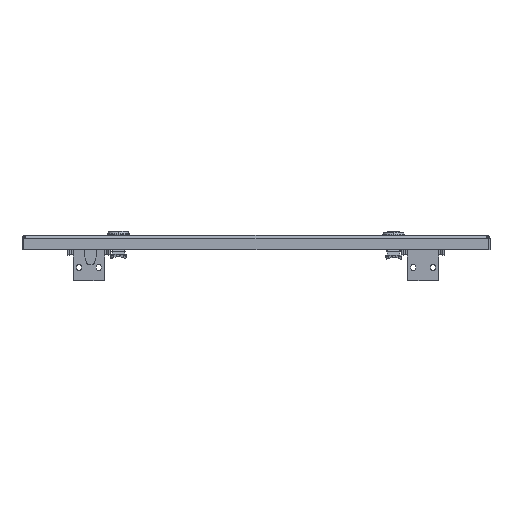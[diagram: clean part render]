
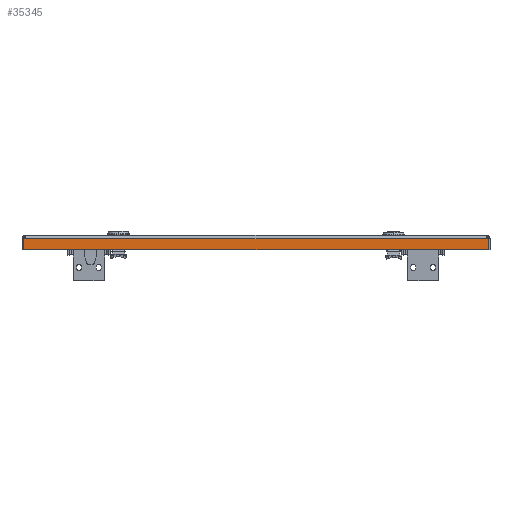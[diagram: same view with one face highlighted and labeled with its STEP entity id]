
A CAD part, left-side view. The second image highlights one B-rep face of the part: STEP entity #35345.
In plain terms, the highlighted planar face has unit normal (-1, 0, 0).
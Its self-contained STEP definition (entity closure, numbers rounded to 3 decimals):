
#4309 = CARTESIAN_POINT ( 'NONE',  ( -294.5, 0., 0. ) ) ;
#4347 = CARTESIAN_POINT ( 'NONE',  ( -294.5, -295.429, -4. ) ) ;
#7171 = CARTESIAN_POINT ( 'NONE',  ( -294.5, -295.429, -2. ) ) ;
#9657 = DIRECTION ( 'NONE',  ( 0., 0., -1. ) ) ;
#10238 = LINE ( 'NONE', #31740, #66895 ) ;
#10816 = CARTESIAN_POINT ( 'NONE',  ( -294.5, -295.429, -18. ) ) ;
#11275 = LINE ( 'NONE', #27116, #35671 ) ;
#11438 = DIRECTION ( 'NONE',  ( 0., 0., -1. ) ) ;
#13593 = ORIENTED_EDGE ( 'NONE', *, *, #52637, .F. ) ;
#20711 = EDGE_CURVE ( 'NONE', #48946, #67131, #54095, .T. ) ;
#22321 = CARTESIAN_POINT ( 'NONE',  ( -294.5, 295.429, -4. ) ) ;
#26442 = DIRECTION ( 'NONE',  ( 0., 1., 0. ) ) ;
#26494 = ORIENTED_EDGE ( 'NONE', *, *, #62641, .T. ) ;
#27116 = CARTESIAN_POINT ( 'NONE',  ( -294.5, -297.5, -4. ) ) ;
#28397 = ORIENTED_EDGE ( 'NONE', *, *, #65802, .F. ) ;
#30142 = CARTESIAN_POINT ( 'NONE',  ( -294.5, 295.429, 0. ) ) ;
#31740 = CARTESIAN_POINT ( 'NONE',  ( -294.5, -297.5, -18. ) ) ;
#33179 = DIRECTION ( 'NONE',  ( 1., 0., 0. ) ) ;
#34284 = VECTOR ( 'NONE', #11438, 1000. ) ;
#35345 = ADVANCED_FACE ( 'NONE', ( #52608 ), #52949, .F. ) ;
#35671 = VECTOR ( 'NONE', #65513, 1000. ) ;
#37432 = VERTEX_POINT ( 'NONE', #22321 ) ;
#48795 = VECTOR ( 'NONE', #9657, 1000. ) ;
#48946 = VERTEX_POINT ( 'NONE', #4347 ) ;
#52608 = FACE_OUTER_BOUND ( 'NONE', #55919, .T. ) ;
#52637 = EDGE_CURVE ( 'NONE', #37432, #48946, #11275, .T. ) ;
#52949 = PLANE ( 'NONE',  #63495 ) ;
#54095 = LINE ( 'NONE', #7171, #34284 ) ;
#55919 = EDGE_LOOP ( 'NONE', ( #13593, #26494, #28397, #56688 ) ) ;
#56574 = LINE ( 'NONE', #30142, #48795 ) ;
#56688 = ORIENTED_EDGE ( 'NONE', *, *, #20711, .F. ) ;
#57563 = CARTESIAN_POINT ( 'NONE',  ( -294.5, 295.429, -18. ) ) ;
#62641 = EDGE_CURVE ( 'NONE', #37432, #69079, #56574, .T. ) ;
#63495 = AXIS2_PLACEMENT_3D ( 'NONE', #4309, #33179, #64905 ) ;
#64905 = DIRECTION ( 'NONE',  ( 0., 0., -1. ) ) ;
#65513 = DIRECTION ( 'NONE',  ( 0., -1., 0. ) ) ;
#65802 = EDGE_CURVE ( 'NONE', #67131, #69079, #10238, .T. ) ;
#66895 = VECTOR ( 'NONE', #26442, 1000. ) ;
#67131 = VERTEX_POINT ( 'NONE', #10816 ) ;
#69079 = VERTEX_POINT ( 'NONE', #57563 ) ;
